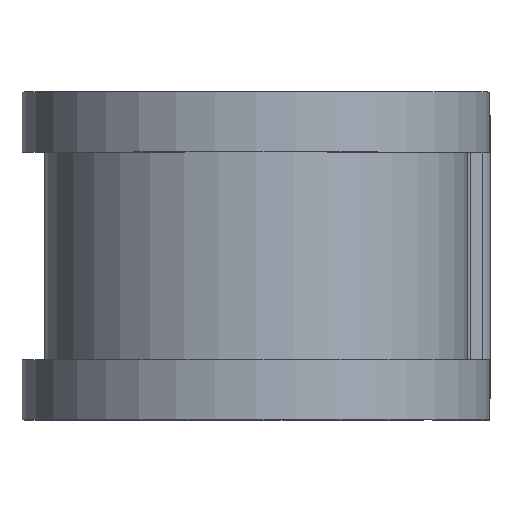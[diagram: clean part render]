
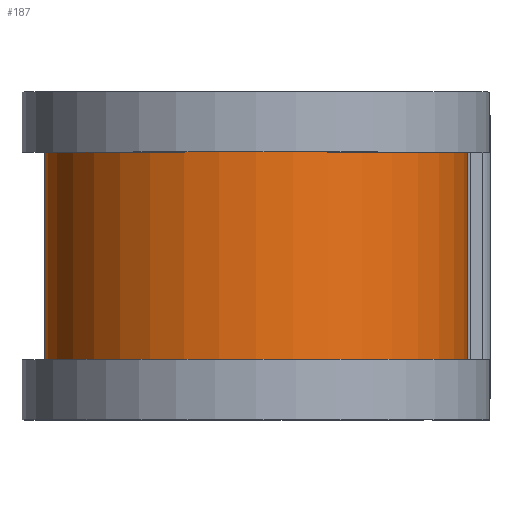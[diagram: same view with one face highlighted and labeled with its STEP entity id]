
A CAD part, top view. The second image highlights one B-rep face of the part: STEP entity #187.
In plain terms, the highlighted cylindrical face has radius 14.237 mm (diameter 28.473 mm), a partial arc.
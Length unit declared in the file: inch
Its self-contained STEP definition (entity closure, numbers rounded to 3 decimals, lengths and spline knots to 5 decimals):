
#7 = VERTEX_POINT ( 'NONE', #1647 ) ;
#8 = CIRCLE ( 'NONE', #1670, 0.5605 ) ;
#37 = VECTOR ( 'NONE', #1263, 39.37008 ) ;
#75 = CARTESIAN_POINT ( 'NONE',  ( 0.5605, -0.275, 0. ) ) ;
#166 = ORIENTED_EDGE ( 'NONE', *, *, #1010, .F. ) ;
#181 = EDGE_LOOP ( 'NONE', ( #166, #1108, #1459, #357 ) ) ;
#187 = ADVANCED_FACE ( 'NONE', ( #618 ), #1632, .T. ) ;
#243 = VECTOR ( 'NONE', #1600, 39.37008 ) ;
#357 = ORIENTED_EDGE ( 'NONE', *, *, #872, .F. ) ;
#393 = CARTESIAN_POINT ( 'NONE',  ( 0., -0.275, 0. ) ) ;
#418 = DIRECTION ( 'NONE',  ( 0., -1., 0. ) ) ;
#432 = DIRECTION ( 'NONE',  ( 0., 0., -1. ) ) ;
#451 = CARTESIAN_POINT ( 'NONE',  ( 0.5605, 0.375, 0. ) ) ;
#467 = LINE ( 'NONE', #451, #37 ) ;
#479 = CARTESIAN_POINT ( 'NONE',  ( 0., 0.375, 0. ) ) ;
#514 = CARTESIAN_POINT ( 'NONE',  ( 0., 0.375, -0.5605 ) ) ;
#593 = EDGE_CURVE ( 'NONE', #1619, #7, #602, .T. ) ;
#599 = DIRECTION ( 'NONE',  ( 0., -1., 0. ) ) ;
#602 = LINE ( 'NONE', #514, #243 ) ;
#618 = FACE_OUTER_BOUND ( 'NONE', #181, .T. ) ;
#676 = AXIS2_PLACEMENT_3D ( 'NONE', #479, #599, #1408 ) ;
#679 = CIRCLE ( 'NONE', #1614, 0.5605 ) ;
#859 = VERTEX_POINT ( 'NONE', #75 ) ;
#872 = EDGE_CURVE ( 'NONE', #859, #7, #679, .T. ) ;
#994 = EDGE_CURVE ( 'NONE', #1034, #1619, #8, .T. ) ;
#996 = CARTESIAN_POINT ( 'NONE',  ( 0., 0.275, -0.5605 ) ) ;
#1010 = EDGE_CURVE ( 'NONE', #1034, #859, #467, .T. ) ;
#1030 = CARTESIAN_POINT ( 'NONE',  ( 0.5605, 0.275, 0. ) ) ;
#1034 = VERTEX_POINT ( 'NONE', #1030 ) ;
#1108 = ORIENTED_EDGE ( 'NONE', *, *, #994, .T. ) ;
#1225 = CARTESIAN_POINT ( 'NONE',  ( 0., 0.275, 0. ) ) ;
#1263 = DIRECTION ( 'NONE',  ( 0., -1., 0. ) ) ;
#1330 = DIRECTION ( 'NONE',  ( 0., -1., 0. ) ) ;
#1372 = DIRECTION ( 'NONE',  ( 0., 0., -1. ) ) ;
#1408 = DIRECTION ( 'NONE',  ( 0., 0., -1. ) ) ;
#1459 = ORIENTED_EDGE ( 'NONE', *, *, #593, .T. ) ;
#1600 = DIRECTION ( 'NONE',  ( 0., -1., 0. ) ) ;
#1614 = AXIS2_PLACEMENT_3D ( 'NONE', #393, #418, #432 ) ;
#1619 = VERTEX_POINT ( 'NONE', #996 ) ;
#1632 = CYLINDRICAL_SURFACE ( 'NONE', #676, 0.5605 ) ;
#1647 = CARTESIAN_POINT ( 'NONE',  ( 0., -0.275, -0.5605 ) ) ;
#1670 = AXIS2_PLACEMENT_3D ( 'NONE', #1225, #1330, #1372 ) ;
